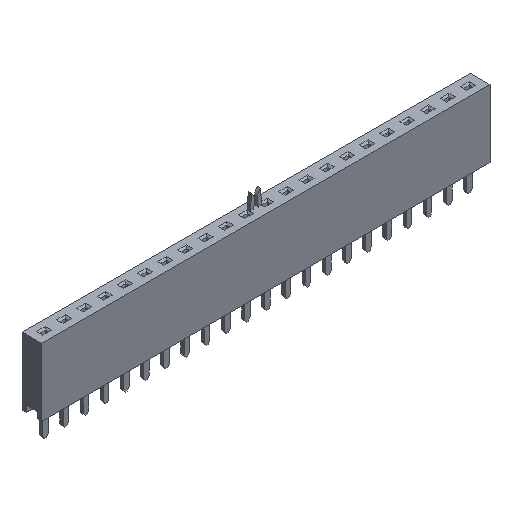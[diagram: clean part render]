
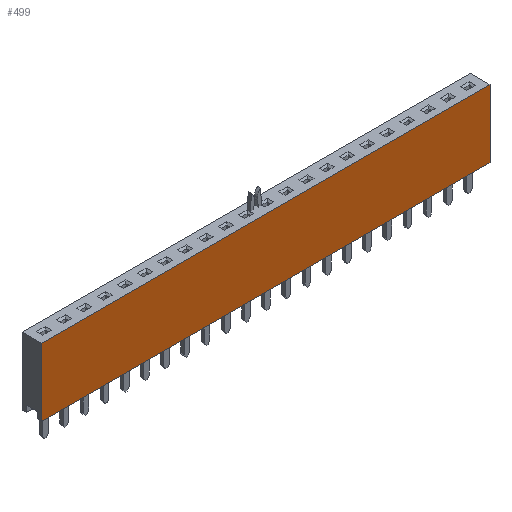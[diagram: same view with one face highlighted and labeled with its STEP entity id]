
A CAD part, isometric view. The second image highlights one B-rep face of the part: STEP entity #499.
In plain terms, the highlighted planar face has unit normal (0, -1, 0).
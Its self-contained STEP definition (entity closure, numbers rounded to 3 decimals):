
#499 = ADVANCED_FACE( '', ( #1225 ), #1226, .T. );
#1225 = FACE_OUTER_BOUND( '', #2224, .T. );
#1226 = PLANE( '', #2225 );
#2224 = EDGE_LOOP( '', ( #3709, #3710, #3711, #3712 ) );
#2225 = AXIS2_PLACEMENT_3D( '', #3713, #3714, #3715 );
#3709 = ORIENTED_EDGE( '', *, *, #6212, .T. );
#3710 = ORIENTED_EDGE( '', *, *, #6213, .T. );
#3711 = ORIENTED_EDGE( '', *, *, #6214, .T. );
#3712 = ORIENTED_EDGE( '', *, *, #6215, .T. );
#3713 = CARTESIAN_POINT( '', ( 0., -1.25, 0. ) );
#3714 = DIRECTION( '', ( 0., -1., 0. ) );
#3715 = DIRECTION( '', ( 0., 0., -1. ) );
#6212 = EDGE_CURVE( '', #7609, #7610, #7611, .T. );
#6213 = EDGE_CURVE( '', #7610, #7612, #7613, .T. );
#6214 = EDGE_CURVE( '', #7612, #7614, #7615, .T. );
#6215 = EDGE_CURVE( '', #7614, #7609, #7616, .T. );
#7609 = VERTEX_POINT( '', #9566 );
#7610 = VERTEX_POINT( '', #9567 );
#7611 = LINE( '', #9568, #9569 );
#7612 = VERTEX_POINT( '', #9570 );
#7613 = LINE( '', #9571, #9572 );
#7614 = VERTEX_POINT( '', #9573 );
#7615 = LINE( '', #9574, #9575 );
#7616 = LINE( '', #9576, #9577 );
#9566 = CARTESIAN_POINT( '', ( 28.19, -1.25, 4.25 ) );
#9567 = CARTESIAN_POINT( '', ( -28.19, -1.25, 4.25 ) );
#9568 = CARTESIAN_POINT( '', ( 28.19, -1.25, 4.25 ) );
#9569 = VECTOR( '', #11229, 1000. );
#9570 = CARTESIAN_POINT( '', ( -28.19, -1.25, -4.25 ) );
#9571 = CARTESIAN_POINT( '', ( -28.19, -1.25, 4.25 ) );
#9572 = VECTOR( '', #11230, 1000. );
#9573 = CARTESIAN_POINT( '', ( 28.19, -1.25, -4.25 ) );
#9574 = CARTESIAN_POINT( '', ( -28.19, -1.25, -4.25 ) );
#9575 = VECTOR( '', #11231, 1000. );
#9576 = CARTESIAN_POINT( '', ( 28.19, -1.25, -4.25 ) );
#9577 = VECTOR( '', #11232, 1000. );
#11229 = DIRECTION( '', ( -1., 0., 0. ) );
#11230 = DIRECTION( '', ( 0., 0., -1. ) );
#11231 = DIRECTION( '', ( 1., 0., 0. ) );
#11232 = DIRECTION( '', ( 0., 0., 1. ) );
